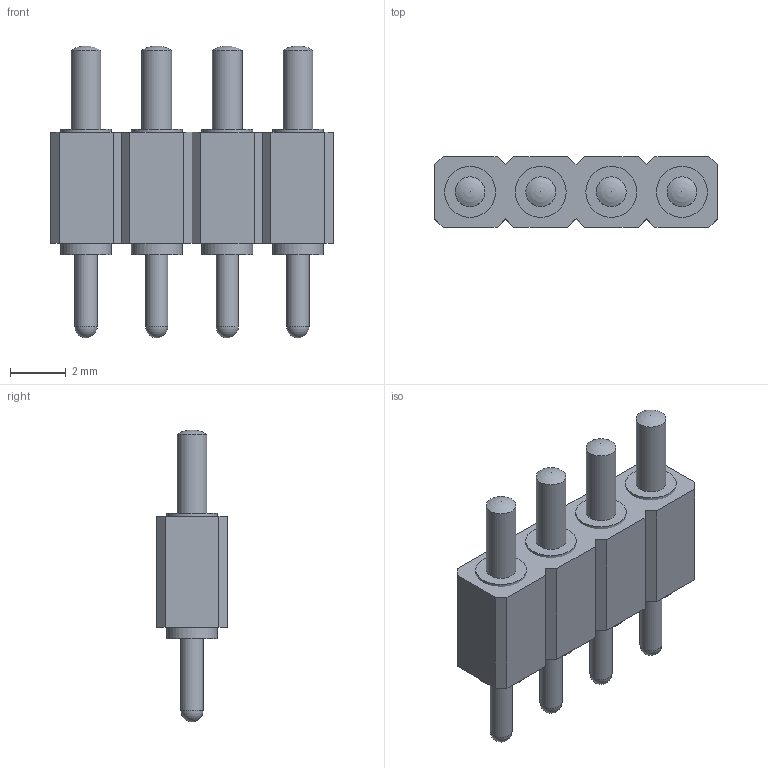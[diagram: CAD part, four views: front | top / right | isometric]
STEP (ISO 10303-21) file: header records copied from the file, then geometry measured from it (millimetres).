
FILE_DESCRIPTION(/* description */ (''),/* implementation_level */ '2;1');
FILE_NAME(/* name */ '811-S1-004-10-017.step',/* time_stamp */ '2021-01-17T09:27:15+00:00',/* author */ (''),/* organization */ (''),/* preprocessor_version */ 'ST-DEVELOPER v18.1',/* originating_system */ 'Autodesk Translation Framework v9.7.1.1290',/* authorisation */ '');
FILE_SCHEMA (('AUTOMOTIVE_DESIGN { 1 0 10303 214 3 1 1 }'));
Length unit declared in the file: millimetre
Products named in the file (1): 811-S1-004-10-017
Bounding box: 10.16 x 2.54 x 10.5 mm (x, y, z)
Volume: 164 mm3; surface area: 346.2 mm2
Topology: 5 solids, 5 shells, 56 faces, 130 edges, 84 vertices
Faces by surface type: plane 36, cylinder 12, sphere 8
Full cylindrical faces by diameter (mm): 0.8 x4, 1.07 x4, 1.83 x4
Entity records: 1585 total; most frequent: DIRECTION 268, CARTESIAN_POINT 263, ORIENTED_EDGE 244, EDGE_CURVE 122, LINE 90, VECTOR 90, AXIS2_PLACEMENT_3D 89, VERTEX_POINT 84
